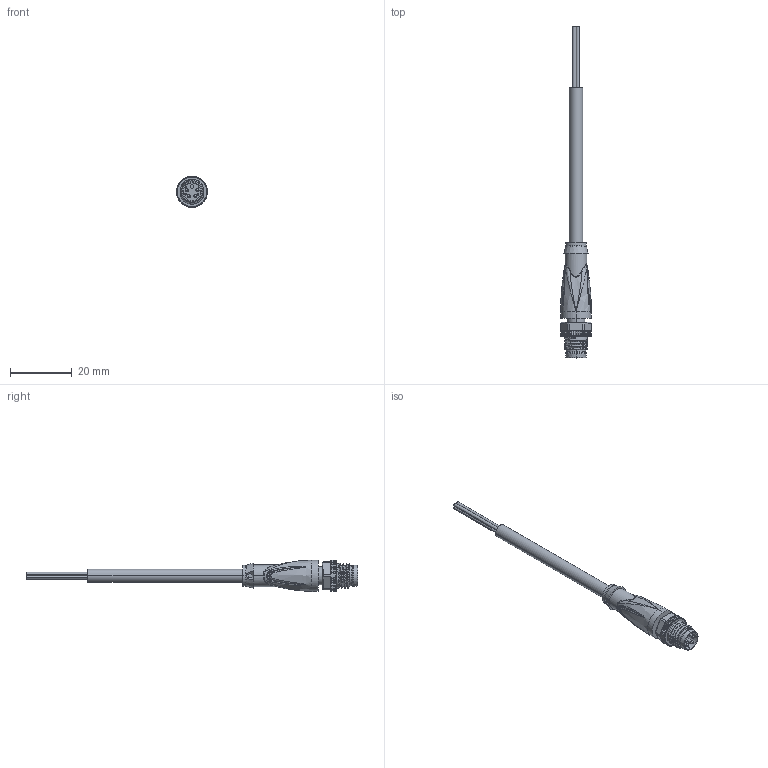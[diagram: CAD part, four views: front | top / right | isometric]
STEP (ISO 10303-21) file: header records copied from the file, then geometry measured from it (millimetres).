
FILE_DESCRIPTION(('STEP AP214'),'1');
FILE_NAME('cctmp_D9272CDE-5892-4519-B161-A8CB76572EDD_2022_04_27_10_37_43_0260..stp','2022-04-27T08:37:47',('KiM GmbH'),('CADClick - www.CADClick.com'),'Spatial InterOp 3D postprocessed',' ','unknown authorization');
FILE_SCHEMA(('AUTOMOTIVE_DESIGN'));
Length unit declared in the file: millimetre
Products named in the file (7): T193698_1; Connection2; Cable; Connection1; Connection1_2; Connection1_1; T193698
Assembly tree (6 placements, depth 4):
  T193698
    T193698_1
      Connection2
      Cable
      Connection1
        Connection1_2
        Connection1_1
Bounding box: 10 x 107.3 x 10.15 mm (x, y, z)
Volume: 2783.7 mm3; surface area: 3191.9 mm2
Topology: 8 solids, 8 shells, 833 faces, 2229 edges, 1433 vertices
Faces by surface type: plane 421, cylinder 110, bspline 109, cone 89, torus 80, extrusion 16, sphere 8
Entity records: 46243 total; most frequent: CARTESIAN_POINT 20641, ORIENTED_EDGE 4442, DIRECTION 3608, EDGE_CURVE 2221, STYLED_ITEM 1642, PRESENTATION_STYLE_ASSIGNMENT 1642, VERTEX_POINT 1433, VECTOR 1222
